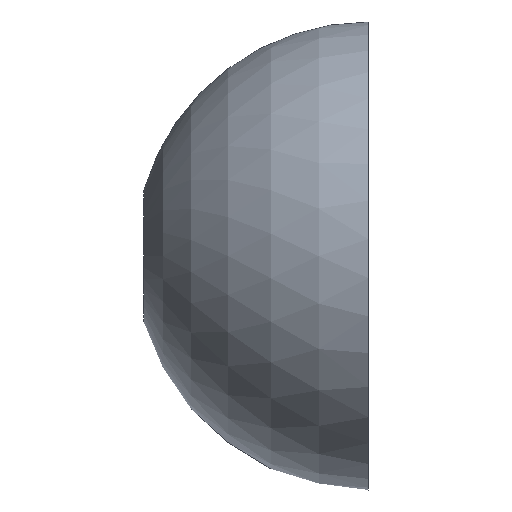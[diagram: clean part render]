
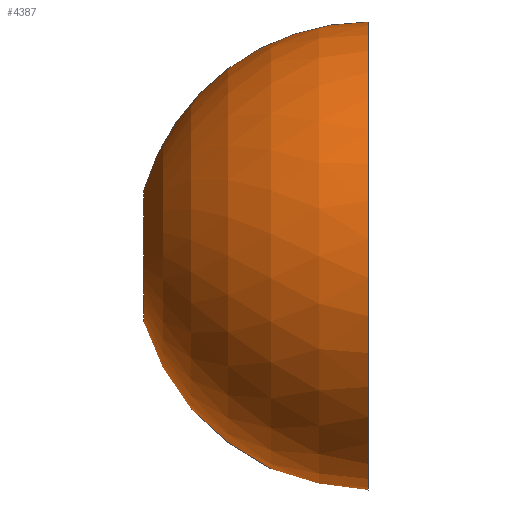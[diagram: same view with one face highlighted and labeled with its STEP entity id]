
A CAD part, left-side view. The second image highlights one B-rep face of the part: STEP entity #4387.
In plain terms, the highlighted spherical face has radius 20 mm.
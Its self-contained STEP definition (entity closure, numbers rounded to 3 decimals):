
#14=SPHERICAL_SURFACE('',#4476,20.);
#19=CIRCLE('',#4456,20.);
#20=CIRCLE('',#4457,20.);
#22=CIRCLE('',#4463,5.6);
#24=CIRCLE('',#4466,14.524);
#25=CIRCLE('',#4467,14.524);
#26=CIRCLE('',#4470,19.645);
#27=CIRCLE('',#4471,19.645);
#28=CIRCLE('',#4474,20.);
#29=CIRCLE('',#4477,20.);
#340=FACE_OUTER_BOUND('',#589,.T.);
#589=EDGE_LOOP('',(#3971,#3972,#3973,#3974,#3975,#3976,#3977,#3978,#3979,
#3980,#3981,#3982));
#1550=B_SPLINE_CURVE_WITH_KNOTS('',3,(#7799,#7800,#7801,#7802,#7803,#7804,
#7805,#7806,#7807,#7808,#7809,#7810,#7811,#7812,#7813,#7814,#7815,#7816,
#7817,#7818,#7819),.UNSPECIFIED.,.F.,.F.,(4,2,2,2,2,2,3,2,2,4),(-1.254,
-1.055,-0.846,-0.623,-0.399,
-0.2,0.,0.184,0.368,0.385),
 .UNSPECIFIED.);
#1551=B_SPLINE_CURVE_WITH_KNOTS('',3,(#7822,#7823,#7824,#7825,#7826,#7827,
#7828,#7829,#7830,#7831,#7832,#7833,#7834,#7835,#7836,#7837,#7838,#7839,
#7840,#7841,#7842),.UNSPECIFIED.,.F.,.F.,(4,2,2,3,2,2,2,2,2,4),(-0.385,
-0.368,-0.184,0.,0.2,0.399,
0.623,0.846,1.055,1.254),
 .UNSPECIFIED.);
#1982=VERTEX_POINT('',#7772);
#1983=VERTEX_POINT('',#7773);
#1984=VERTEX_POINT('',#7775);
#1986=VERTEX_POINT('',#7784);
#1988=VERTEX_POINT('',#7789);
#1989=VERTEX_POINT('',#7790);
#1990=VERTEX_POINT('',#7792);
#1991=VERTEX_POINT('',#7794);
#1992=VERTEX_POINT('',#7798);
#1993=VERTEX_POINT('',#7820);
#2640=EDGE_CURVE('',#1984,#1983,#19,.T.);
#2641=EDGE_CURVE('',#1982,#1984,#20,.T.);
#2643=EDGE_CURVE('',#1986,#1986,#22,.T.);
#2645=EDGE_CURVE('',#1988,#1989,#24,.T.);
#2647=EDGE_CURVE('',#1991,#1990,#25,.T.);
#2649=EDGE_CURVE('',#1992,#1988,#1550,.T.);
#2651=EDGE_CURVE('',#1990,#1993,#1551,.T.);
#2652=EDGE_CURVE('',#1983,#1992,#26,.T.);
#2653=EDGE_CURVE('',#1993,#1982,#27,.T.);
#2654=EDGE_CURVE('',#1989,#1991,#28,.T.);
#2656=EDGE_CURVE('',#1986,#1984,#29,.T.);
#3971=ORIENTED_EDGE('',*,*,#2643,.T.);
#3972=ORIENTED_EDGE('',*,*,#2656,.T.);
#3973=ORIENTED_EDGE('',*,*,#2640,.T.);
#3974=ORIENTED_EDGE('',*,*,#2652,.T.);
#3975=ORIENTED_EDGE('',*,*,#2649,.T.);
#3976=ORIENTED_EDGE('',*,*,#2645,.T.);
#3977=ORIENTED_EDGE('',*,*,#2654,.T.);
#3978=ORIENTED_EDGE('',*,*,#2647,.T.);
#3979=ORIENTED_EDGE('',*,*,#2651,.T.);
#3980=ORIENTED_EDGE('',*,*,#2653,.T.);
#3981=ORIENTED_EDGE('',*,*,#2641,.T.);
#3982=ORIENTED_EDGE('',*,*,#2656,.F.);
#4387=ADVANCED_FACE('',(#340),#14,.T.);
#4456=AXIS2_PLACEMENT_3D('',#7776,#4894,#4895);
#4457=AXIS2_PLACEMENT_3D('',#7777,#4896,#4897);
#4463=AXIS2_PLACEMENT_3D('',#7785,#4908,#4909);
#4466=AXIS2_PLACEMENT_3D('',#7791,#4914,#4915);
#4467=AXIS2_PLACEMENT_3D('',#7795,#4917,#4918);
#4470=AXIS2_PLACEMENT_3D('',#7844,#4925,#4926);
#4471=AXIS2_PLACEMENT_3D('',#7845,#4927,#4928);
#4474=AXIS2_PLACEMENT_3D('',#7848,#4933,#4934);
#4476=AXIS2_PLACEMENT_3D('',#7851,#4938,#4939);
#4477=AXIS2_PLACEMENT_3D('',#7852,#4940,#4941);
#4894=DIRECTION('center_axis',(0.,1.,0.));
#4895=DIRECTION('ref_axis',(0.,0.,-1.));
#4896=DIRECTION('center_axis',(0.,1.,0.));
#4897=DIRECTION('ref_axis',(0.,0.,-1.));
#4908=DIRECTION('center_axis',(0.,-1.,0.));
#4909=DIRECTION('ref_axis',(0.,0.,1.));
#4914=DIRECTION('center_axis',(1.,0.,0.));
#4915=DIRECTION('ref_axis',(0.,0.,1.));
#4917=DIRECTION('center_axis',(1.,0.,0.));
#4918=DIRECTION('ref_axis',(0.,0.,1.));
#4925=DIRECTION('center_axis',(-1.,0.,0.));
#4926=DIRECTION('ref_axis',(0.,0.,-1.));
#4927=DIRECTION('center_axis',(-1.,0.,0.));
#4928=DIRECTION('ref_axis',(0.,0.,-1.));
#4933=DIRECTION('center_axis',(0.,1.,0.));
#4934=DIRECTION('ref_axis',(0.,0.,-1.));
#4938=DIRECTION('center_axis',(0.,1.,0.));
#4939=DIRECTION('ref_axis',(0.,0.,-1.));
#4940=DIRECTION('center_axis',(1.,0.,0.));
#4941=DIRECTION('ref_axis',(0.,0.,1.));
#7772=CARTESIAN_POINT('',(3.75,0.,-19.645));
#7773=CARTESIAN_POINT('',(3.75,0.,19.645));
#7775=CARTESIAN_POINT('',(0.,0.,20.));
#7776=CARTESIAN_POINT('Origin',(0.,0.,0.));
#7777=CARTESIAN_POINT('Origin',(0.,0.,0.));
#7784=CARTESIAN_POINT('',(0.,19.2,5.6));
#7785=CARTESIAN_POINT('Origin',(0.,19.2,0.));
#7789=CARTESIAN_POINT('',(13.75,4.6,13.776));
#7790=CARTESIAN_POINT('',(13.75,0.,14.524));
#7791=CARTESIAN_POINT('Origin',(13.75,0.,0.));
#7792=CARTESIAN_POINT('',(13.75,4.6,-13.776));
#7794=CARTESIAN_POINT('',(13.75,0.,-14.524));
#7795=CARTESIAN_POINT('Origin',(13.75,0.,0.));
#7798=CARTESIAN_POINT('',(3.75,4.6,19.099));
#7799=CARTESIAN_POINT('Ctrl Pts',(3.75,4.6,19.099));
#7800=CARTESIAN_POINT('Ctrl Pts',(3.75,5.247,18.943));
#7801=CARTESIAN_POINT('Ctrl Pts',(3.882,5.913,18.721));
#7802=CARTESIAN_POINT('Ctrl Pts',(4.392,7.144,18.172));
#7803=CARTESIAN_POINT('Ctrl Pts',(4.782,7.703,17.841));
#7804=CARTESIAN_POINT('Ctrl Pts',(5.678,8.599,17.157));
#7805=CARTESIAN_POINT('Ctrl Pts',(6.261,8.99,16.752));
#7806=CARTESIAN_POINT('Ctrl Pts',(7.529,9.497,15.93));
#7807=CARTESIAN_POINT('Ctrl Pts',(8.215,9.613,15.513));
#7808=CARTESIAN_POINT('Ctrl Pts',(9.44,9.586,14.814));
#7809=CARTESIAN_POINT('Ctrl Pts',(10.07,9.466,14.474));
#7810=CARTESIAN_POINT('Ctrl Pts',(11.263,8.971,13.899));
#7811=CARTESIAN_POINT('Ctrl Pts',(11.826,8.595,13.664));
#7812=CARTESIAN_POINT('Ctrl Pts',(12.286,8.136,13.523));
#7813=CARTESIAN_POINT('Ctrl Pts',(12.71,7.711,13.393));
#7814=CARTESIAN_POINT('Ctrl Pts',(13.088,7.169,13.332));
#7815=CARTESIAN_POINT('Ctrl Pts',(13.597,5.987,13.405));
#7816=CARTESIAN_POINT('Ctrl Pts',(13.728,5.348,13.539));
#7817=CARTESIAN_POINT('Ctrl Pts',(13.749,4.709,13.74));
#7818=CARTESIAN_POINT('Ctrl Pts',(13.75,4.654,13.758));
#7819=CARTESIAN_POINT('Ctrl Pts',(13.75,4.6,13.776));
#7820=CARTESIAN_POINT('',(3.75,4.6,-19.099));
#7822=CARTESIAN_POINT('Ctrl Pts',(13.75,4.6,-13.776));
#7823=CARTESIAN_POINT('Ctrl Pts',(13.75,4.654,-13.758));
#7824=CARTESIAN_POINT('Ctrl Pts',(13.749,4.709,-13.74));
#7825=CARTESIAN_POINT('Ctrl Pts',(13.728,5.348,-13.539));
#7826=CARTESIAN_POINT('Ctrl Pts',(13.597,5.987,-13.405));
#7827=CARTESIAN_POINT('Ctrl Pts',(13.088,7.169,-13.332));
#7828=CARTESIAN_POINT('Ctrl Pts',(12.71,7.711,-13.393));
#7829=CARTESIAN_POINT('Ctrl Pts',(12.286,8.136,-13.523));
#7830=CARTESIAN_POINT('Ctrl Pts',(11.826,8.595,-13.664));
#7831=CARTESIAN_POINT('Ctrl Pts',(11.263,8.971,-13.899));
#7832=CARTESIAN_POINT('Ctrl Pts',(10.07,9.466,-14.474));
#7833=CARTESIAN_POINT('Ctrl Pts',(9.44,9.586,-14.814));
#7834=CARTESIAN_POINT('Ctrl Pts',(8.215,9.613,-15.513));
#7835=CARTESIAN_POINT('Ctrl Pts',(7.529,9.497,-15.93));
#7836=CARTESIAN_POINT('Ctrl Pts',(6.261,8.99,-16.752));
#7837=CARTESIAN_POINT('Ctrl Pts',(5.678,8.599,-17.157));
#7838=CARTESIAN_POINT('Ctrl Pts',(4.782,7.703,-17.841));
#7839=CARTESIAN_POINT('Ctrl Pts',(4.392,7.144,-18.172));
#7840=CARTESIAN_POINT('Ctrl Pts',(3.882,5.913,-18.721));
#7841=CARTESIAN_POINT('Ctrl Pts',(3.75,5.247,-18.943));
#7842=CARTESIAN_POINT('Ctrl Pts',(3.75,4.6,-19.099));
#7844=CARTESIAN_POINT('Origin',(3.75,0.,0.));
#7845=CARTESIAN_POINT('Origin',(3.75,0.,0.));
#7848=CARTESIAN_POINT('Origin',(0.,0.,0.));
#7851=CARTESIAN_POINT('Origin',(0.,0.,0.));
#7852=CARTESIAN_POINT('Origin',(0.,0.,0.));
